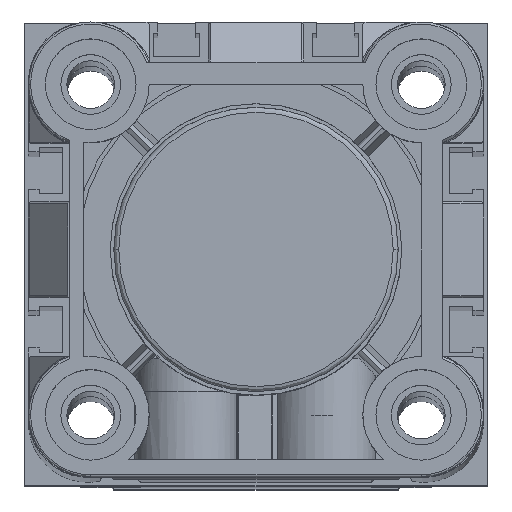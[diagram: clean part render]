
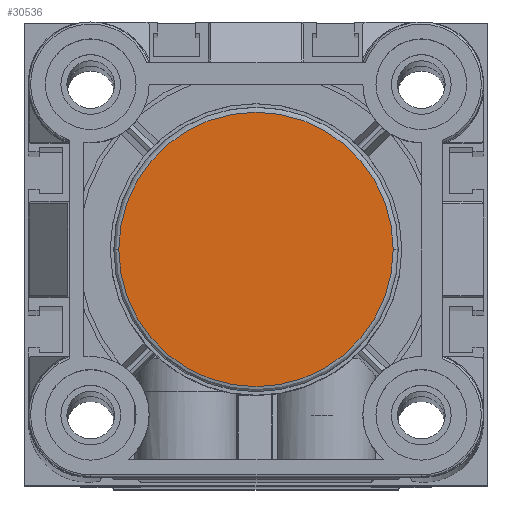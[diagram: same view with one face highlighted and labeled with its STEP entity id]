
A CAD part, top view. The second image highlights one B-rep face of the part: STEP entity #30536.
In plain terms, the highlighted face is planar.
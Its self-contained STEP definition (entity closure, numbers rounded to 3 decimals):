
#727 = ORIENTED_EDGE ( 'NONE', *, *, #14742, .T. ) ;
#1672 = CARTESIAN_POINT ( 'NONE',  ( 6.95, 26.25, -4. ) ) ;
#3815 = FACE_OUTER_BOUND ( 'NONE', #8388, .T. ) ;
#7264 = DIRECTION ( 'NONE',  ( 1., 0., 0. ) ) ;
#8388 = EDGE_LOOP ( 'NONE', ( #727, #15225 ) ) ;
#10235 = CARTESIAN_POINT ( 'NONE',  ( 45.55, 26.25, -4. ) ) ;
#12001 = CARTESIAN_POINT ( 'NONE',  ( 0., 0., -4. ) ) ;
#12969 = CIRCLE ( 'NONE', #31190, 19.3 ) ;
#13872 = VERTEX_POINT ( 'NONE', #10235 ) ;
#14059 = DIRECTION ( 'NONE',  ( 0., 0., -1. ) ) ;
#14204 = DIRECTION ( 'NONE',  ( 0., 0., -1. ) ) ;
#14673 = VERTEX_POINT ( 'NONE', #1672 ) ;
#14742 = EDGE_CURVE ( 'NONE', #13872, #14673, #27434, .T. ) ;
#15225 = ORIENTED_EDGE ( 'NONE', *, *, #29609, .T. ) ;
#19233 = PLANE ( 'NONE',  #22337 ) ;
#20405 = AXIS2_PLACEMENT_3D ( 'NONE', #28433, #14059, #30872 ) ;
#21638 = DIRECTION ( 'NONE',  ( 0., 0., 1. ) ) ;
#22337 = AXIS2_PLACEMENT_3D ( 'NONE', #12001, #21638, #7264 ) ;
#27434 = CIRCLE ( 'NONE', #20405, 19.3 ) ;
#28433 = CARTESIAN_POINT ( 'NONE',  ( 26.25, 26.25, -4. ) ) ;
#28597 = CARTESIAN_POINT ( 'NONE',  ( 26.25, 26.25, -4. ) ) ;
#29609 = EDGE_CURVE ( 'NONE', #14673, #13872, #12969, .T. ) ;
#30536 = ADVANCED_FACE ( 'NONE', ( #3815 ), #19233, .F. ) ;
#30872 = DIRECTION ( 'NONE',  ( 1., 0., 0. ) ) ;
#30999 = DIRECTION ( 'NONE',  ( 1., 0., 0. ) ) ;
#31190 = AXIS2_PLACEMENT_3D ( 'NONE', #28597, #14204, #30999 ) ;
